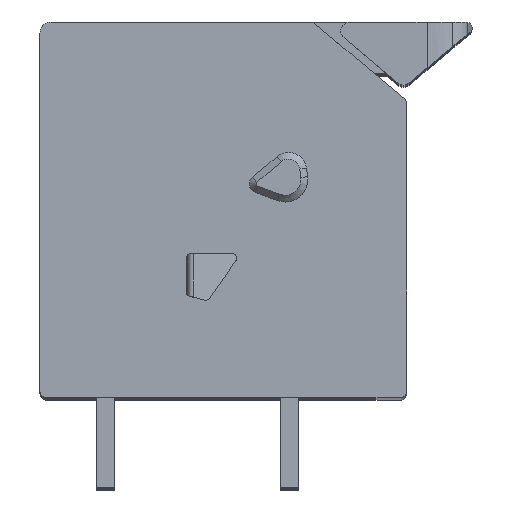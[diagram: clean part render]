
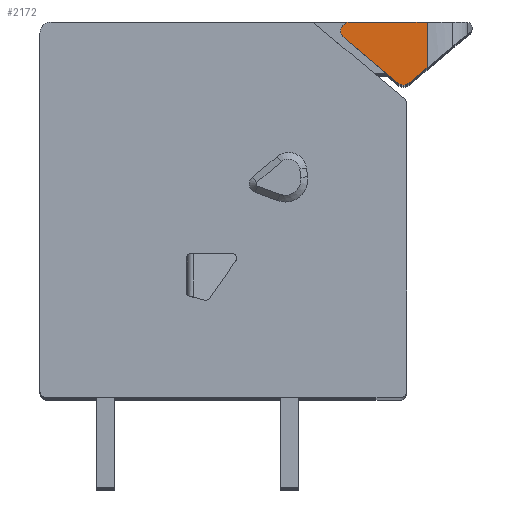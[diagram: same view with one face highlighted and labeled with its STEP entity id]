
A CAD part, top view. The second image highlights one B-rep face of the part: STEP entity #2172.
In plain terms, the highlighted planar face has unit normal (0, 0, 1).
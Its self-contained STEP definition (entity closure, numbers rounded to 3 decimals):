
#2172 = ADVANCED_FACE( '', ( #4880 ), #4881, .T. );
#4880 = FACE_OUTER_BOUND( '', #8131, .T. );
#4881 = PLANE( '', #8132 );
#8131 = EDGE_LOOP( '', ( #14700, #14701, #14702, #14703, #14704, #14705 ) );
#8132 = AXIS2_PLACEMENT_3D( '', #14706, #14707, #14708 );
#14700 = ORIENTED_EDGE( '', *, *, #21439, .F. );
#14701 = ORIENTED_EDGE( '', *, *, #22550, .T. );
#14702 = ORIENTED_EDGE( '', *, *, #22551, .T. );
#14703 = ORIENTED_EDGE( '', *, *, #21414, .T. );
#14704 = ORIENTED_EDGE( '', *, *, #22029, .T. );
#14705 = ORIENTED_EDGE( '', *, *, #20634, .T. );
#14706 = CARTESIAN_POINT( '', ( 2.671, 16.3, 56.65 ) );
#14707 = DIRECTION( '', ( 0., 0., 1. ) );
#14708 = DIRECTION( '', ( 1., 0., 0. ) );
#20634 = EDGE_CURVE( '', #25226, #25224, #25227, .T. );
#21414 = EDGE_CURVE( '', #26529, #26527, #26530, .T. );
#21439 = EDGE_CURVE( '', #26565, #25224, #26567, .T. );
#22029 = EDGE_CURVE( '', #26527, #25226, #27438, .T. );
#22550 = EDGE_CURVE( '', #26565, #28187, #28188, .T. );
#22551 = EDGE_CURVE( '', #28187, #26529, #28189, .T. );
#25224 = VERTEX_POINT( '', #31681 );
#25226 = VERTEX_POINT( '', #31683 );
#25227 = LINE( '', #31684, #31685 );
#26527 = VERTEX_POINT( '', #33505 );
#26529 = VERTEX_POINT( '', #33508 );
#26530 = LINE( '', #33509, #33510 );
#26565 = VERTEX_POINT( '', #33556 );
#26567 = LINE( '', #33558, #33559 );
#27438 = CIRCLE( '', #34823, 0.4 );
#28187 = VERTEX_POINT( '', #35912 );
#28188 = LINE( '', #35913, #35914 );
#28189 = CIRCLE( '', #35915, 0.4 );
#31681 = CARTESIAN_POINT( '', ( 6.1, 14.655, 56.65 ) );
#31683 = CARTESIAN_POINT( '', ( 5.311, 13.994, 56.65 ) );
#31684 = CARTESIAN_POINT( '', ( 5.311, 13.994, 56.65 ) );
#31685 = VECTOR( '', #39128, 1000. );
#33505 = CARTESIAN_POINT( '', ( 4.797, 13.994, 56.65 ) );
#33508 = CARTESIAN_POINT( '', ( 2.414, 15.994, 56.65 ) );
#33509 = CARTESIAN_POINT( '', ( 2.414, 15.994, 56.65 ) );
#33510 = VECTOR( '', #40138, 1000. );
#33556 = CARTESIAN_POINT( '', ( 6.1, 16.7, 56.65 ) );
#33558 = CARTESIAN_POINT( '', ( 6.1, 16.3, 56.65 ) );
#33559 = VECTOR( '', #40174, 1000. );
#34823 = AXIS2_PLACEMENT_3D( '', #40910, #40911, #40912 );
#35912 = CARTESIAN_POINT( '', ( 2.671, 16.7, 56.65 ) );
#35913 = CARTESIAN_POINT( '', ( 7.85, 16.7, 56.65 ) );
#35914 = VECTOR( '', #41505, 1000. );
#35915 = AXIS2_PLACEMENT_3D( '', #41506, #41507, #41508 );
#39128 = DIRECTION( '', ( 0.766, 0.643, 0. ) );
#40138 = DIRECTION( '', ( 0.766, -0.643, 0. ) );
#40174 = DIRECTION( '', ( 0., -1., 0. ) );
#40910 = CARTESIAN_POINT( '', ( 5.054, 14.3, 56.65 ) );
#40911 = DIRECTION( '', ( 0., 0., 1. ) );
#40912 = DIRECTION( '', ( 1., 0., 0. ) );
#41505 = DIRECTION( '', ( -1., 0., 0. ) );
#41506 = CARTESIAN_POINT( '', ( 2.671, 16.3, 56.65 ) );
#41507 = DIRECTION( '', ( 0., 0., 1. ) );
#41508 = DIRECTION( '', ( 1., 0., 0. ) );
